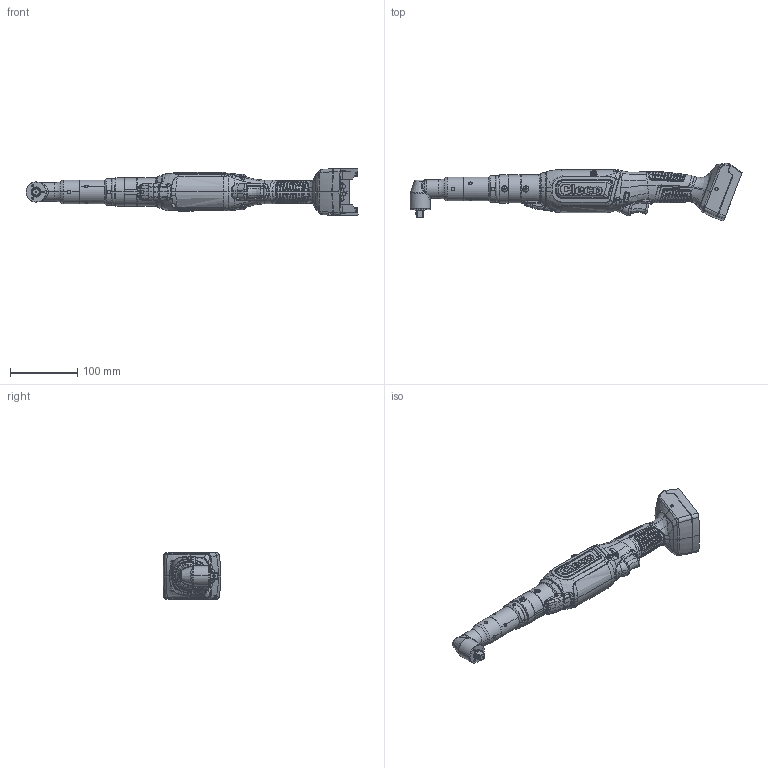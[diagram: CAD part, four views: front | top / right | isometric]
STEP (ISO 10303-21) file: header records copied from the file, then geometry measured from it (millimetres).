
FILE_DESCRIPTION((''),'2;1');
FILE_NAME('CLBA303_SW0001','2021-08-17T',('QC717'),(''),'CREO PARAMETRIC BY PTC INC, 2018360','CREO PARAMETRIC BY PTC INC, 2018360','');
FILE_SCHEMA(('CONFIG_CONTROL_DESIGN'));
Length unit declared in the file: millimetre
Products named in the file (1): CLBA303_SW0001
Bounding box: 492.05 x 85.77 x 69.56 mm (x, y, z)
Surface area: 110267 mm2 (no closed solid volume)
Topology: 0 solids, 179 shells, 2902 faces, 10347 edges, 7359 vertices
Faces by surface type: bspline 1894, cylinder 416, plane 270, cone 202, torus 73, sphere 33, extrusion 14
Entity records: 251401 total; most frequent: CARTESIAN_POINT 183174, ORIENTED_EDGE 15267, EDGE_CURVE 10327, DIRECTION 8778, VERTEX_POINT 7356, B_SPLINE_CURVE_WITH_KNOTS 5977, AXIS2_PLACEMENT_3D 3406, EDGE_LOOP 3055
